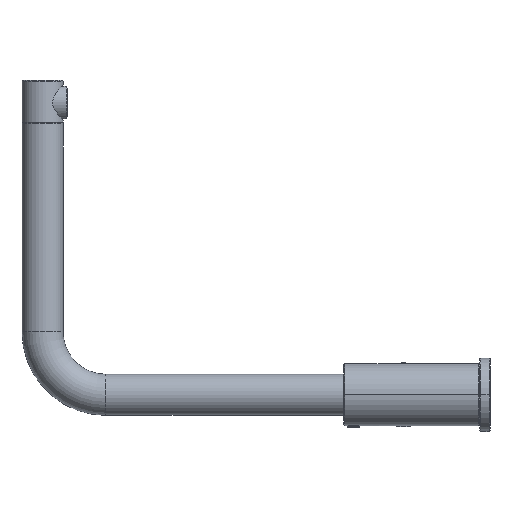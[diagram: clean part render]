
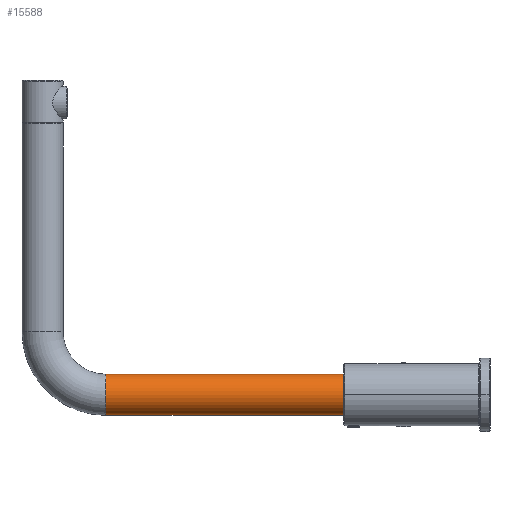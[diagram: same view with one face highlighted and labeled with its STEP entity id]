
A CAD part, left-side view. The second image highlights one B-rep face of the part: STEP entity #15588.
In plain terms, the highlighted cylindrical face has radius 14 mm (diameter 28 mm), a partial arc.
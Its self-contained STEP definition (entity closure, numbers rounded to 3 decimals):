
#15198=DIRECTION('',(0.,0.,-1.));
#15199=VECTOR('',#15198,162.);
#15200=CARTESIAN_POINT('',(-14.,0.,0.));
#15201=LINE('',#15200,#15199);
#15202=CARTESIAN_POINT('',(0.,0.,0.));
#15203=DIRECTION('',(0.,0.,-1.));
#15204=DIRECTION('',(-1.,0.,0.));
#15205=AXIS2_PLACEMENT_3D('',#15202,#15203,#15204);
#15222=DIRECTION('',(0.,0.,-1.));
#15223=VECTOR('',#15222,162.);
#15224=CARTESIAN_POINT('',(14.,0.,0.));
#15225=LINE('',#15224,#15223);
#15241=CARTESIAN_POINT('',(0.,0.,-162.));
#15242=DIRECTION('',(0.,0.,1.));
#15243=DIRECTION('',(1.,0.,0.));
#15244=AXIS2_PLACEMENT_3D('',#15241,#15242,#15243);
#15508=CARTESIAN_POINT('',(-14.,0.,0.));
#15509=CARTESIAN_POINT('',(14.,0.,0.));
#15510=VERTEX_POINT('',#15508);
#15511=VERTEX_POINT('',#15509);
#15512=CARTESIAN_POINT('',(-14.,0.,-162.));
#15513=VERTEX_POINT('',#15512);
#15514=CARTESIAN_POINT('',(14.,0.,-162.));
#15515=VERTEX_POINT('',#15514);
#15573=CARTESIAN_POINT('',(0.,0.,0.));
#15574=DIRECTION('',(0.,0.,-1.));
#15575=DIRECTION('',(-1.,0.,0.));
#15576=AXIS2_PLACEMENT_3D('',#15573,#15574,#15575);
#15577=CYLINDRICAL_SURFACE('',#15576,14.);
#15579=ORIENTED_EDGE('',*,*,#15578,.F.);
#15581=ORIENTED_EDGE('',*,*,#15580,.T.);
#15583=ORIENTED_EDGE('',*,*,#15582,.F.);
#15585=ORIENTED_EDGE('',*,*,#15584,.F.);
#15586=EDGE_LOOP('',(#15579,#15581,#15583,#15585));
#15587=FACE_OUTER_BOUND('',#15586,.F.);
#15588=ADVANCED_FACE('',(#15587),#15577,.T.);
#15206=CIRCLE('',#15205,14.);
#15245=CIRCLE('',#15244,14.);
#15578=EDGE_CURVE('',#15510,#15511,#15206,.T.);
#15580=EDGE_CURVE('',#15510,#15513,#15201,.T.);
#15582=EDGE_CURVE('',#15515,#15513,#15245,.T.);
#15584=EDGE_CURVE('',#15511,#15515,#15225,.T.);
